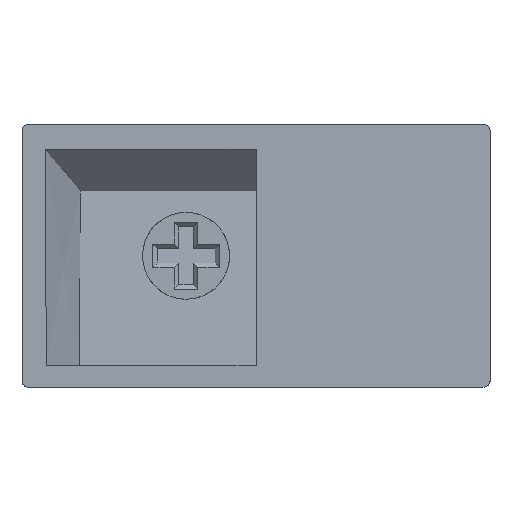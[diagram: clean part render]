
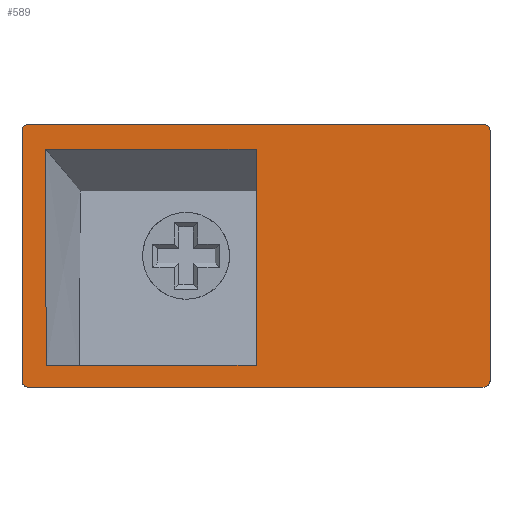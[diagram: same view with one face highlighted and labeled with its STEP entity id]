
A CAD part, front view. The second image highlights one B-rep face of the part: STEP entity #589.
In plain terms, the highlighted planar face has unit normal (0, -1, 0).
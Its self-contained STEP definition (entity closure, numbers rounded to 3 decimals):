
#589=ADVANCED_FACE('',(#590,#629),#719,.T.);
#590=FACE_BOUND('',#591,.T.);
#591=EDGE_LOOP('',(#592,#602,#610,#618));
#592=ORIENTED_EDGE('',*,*,#593,.T.);
#593=EDGE_CURVE('',#594,#596,#598,.T.);
#594=VERTEX_POINT('',#595);
#595=CARTESIAN_POINT('',(1.619,0.,-1.671));
#596=VERTEX_POINT('',#597);
#597=CARTESIAN_POINT('',(16.156,0.0,-1.671));
#598=LINE('',#599,#600);
#599=CARTESIAN_POINT('',(0.,0.0,-1.671));
#600=VECTOR('',#601,1.0);
#601=DIRECTION('',(1.0,0.0,0.0));
#602=ORIENTED_EDGE('',*,*,#603,.T.);
#603=EDGE_CURVE('',#596,#604,#606,.T.);
#604=VERTEX_POINT('',#605);
#605=CARTESIAN_POINT('',(16.156,0.0,-16.6));
#606=LINE('',#607,#608);
#607=CARTESIAN_POINT('',(16.156,0.0,0.0));
#608=VECTOR('',#609,1.0);
#609=DIRECTION('',(0.,0.0,-1.0));
#610=ORIENTED_EDGE('',*,*,#611,.T.);
#611=EDGE_CURVE('',#604,#612,#614,.T.);
#612=VERTEX_POINT('',#613);
#613=CARTESIAN_POINT('',(1.67,0.,-16.6));
#614=LINE('',#615,#616);
#615=CARTESIAN_POINT('',(0.0,0.0,-16.6));
#616=VECTOR('',#617,1.0);
#617=DIRECTION('',(-1.0,0.0,0.0));
#618=ORIENTED_EDGE('',*,*,#619,.T.);
#619=EDGE_CURVE('',#612,#594,#620,.T.);
#620=B_SPLINE_CURVE_WITH_KNOTS('',3,(#621,#622,#623,#624,#625,#626,#627,#628),.UNSPECIFIED.,.F.,.U.,(4,2,2,4),(0.0,4.491,8.982,14.929),.UNSPECIFIED.);
#621=CARTESIAN_POINT('',(1.67,0.,-16.6));
#622=CARTESIAN_POINT('',(1.663,0.,-15.103));
#623=CARTESIAN_POINT('',(1.657,0.0,-13.606));
#624=CARTESIAN_POINT('',(1.646,0.0,-10.612));
#625=CARTESIAN_POINT('',(1.641,0.,-9.115));
#626=CARTESIAN_POINT('',(1.63,0.,-5.636));
#627=CARTESIAN_POINT('',(1.624,0.,-3.653));
#628=CARTESIAN_POINT('',(1.619,0.,-1.671));
#629=FACE_BOUND('',#630,.T.);
#630=EDGE_LOOP('',(#631,#641,#655,#663,#677,#685,#699,#707));
#631=ORIENTED_EDGE('',*,*,#632,.T.);
#632=EDGE_CURVE('',#633,#635,#637,.F.);
#633=VERTEX_POINT('',#634);
#634=CARTESIAN_POINT('',(0.451,0.0,-18.1));
#635=VERTEX_POINT('',#636);
#636=CARTESIAN_POINT('',(31.814,0.0,-18.1));
#637=LINE('',#638,#639);
#638=CARTESIAN_POINT('',(0.,0.0,-18.1));
#639=VECTOR('',#640,1.0);
#640=DIRECTION('',(-1.0,0.0,0.0));
#641=ORIENTED_EDGE('',*,*,#642,.T.);
#642=EDGE_CURVE('',#635,#643,#645,.T.);
#643=VERTEX_POINT('',#644);
#644=CARTESIAN_POINT('',(32.3,0.0,-17.7));
#645=B_SPLINE_CURVE_WITH_KNOTS('',2,(#646,#647,#648,#649,#650,#651,#652,#653,#654),.UNSPECIFIED.,.F.,.U.,(3,2,2,2,3),(0.0,0.25,0.5,0.75,1.0),.PIECEWISE_BEZIER_KNOTS.);
#646=CARTESIAN_POINT('',(31.814,0.0,-18.1));
#647=CARTESIAN_POINT('',(31.903,0.0,-18.1));
#648=CARTESIAN_POINT('',(31.986,0.0,-18.076));
#649=CARTESIAN_POINT('',(32.072,0.0,-18.051));
#650=CARTESIAN_POINT('',(32.142,0.0,-17.999));
#651=CARTESIAN_POINT('',(32.214,0.0,-17.946));
#652=CARTESIAN_POINT('',(32.257,0.0,-17.868));
#653=CARTESIAN_POINT('',(32.3,0.0,-17.789));
#654=CARTESIAN_POINT('',(32.3,0.0,-17.7));
#655=ORIENTED_EDGE('',*,*,#656,.T.);
#656=EDGE_CURVE('',#643,#657,#659,.T.);
#657=VERTEX_POINT('',#658);
#658=CARTESIAN_POINT('',(32.3,0.0,-0.374));
#659=LINE('',#660,#661);
#660=CARTESIAN_POINT('',(32.3,0.0,0.0));
#661=VECTOR('',#662,1.0);
#662=DIRECTION('',(0.0,0.0,1.0));
#663=ORIENTED_EDGE('',*,*,#664,.T.);
#664=EDGE_CURVE('',#657,#665,#667,.T.);
#665=VERTEX_POINT('',#666);
#666=CARTESIAN_POINT('',(31.938,0.0,0.0));
#667=B_SPLINE_CURVE_WITH_KNOTS('',2,(#668,#669,#670,#671,#672,#673,#674,#675,#676),.UNSPECIFIED.,.F.,.U.,(3,2,2,2,3),(0.0,0.25,0.5,0.75,1.0),.PIECEWISE_BEZIER_KNOTS.);
#668=CARTESIAN_POINT('',(32.3,0.0,-0.374));
#669=CARTESIAN_POINT('',(32.3,0.0,-0.299));
#670=CARTESIAN_POINT('',(32.276,0.0,-0.231));
#671=CARTESIAN_POINT('',(32.251,0.0,-0.162));
#672=CARTESIAN_POINT('',(32.2,0.0,-0.108));
#673=CARTESIAN_POINT('',(32.151,0.0,-0.056));
#674=CARTESIAN_POINT('',(32.081,0.0,-0.027));
#675=CARTESIAN_POINT('',(32.015,0.0,0.));
#676=CARTESIAN_POINT('',(31.938,0.0,0.));
#677=ORIENTED_EDGE('',*,*,#678,.T.);
#678=EDGE_CURVE('',#665,#679,#681,.F.);
#679=VERTEX_POINT('',#680);
#680=CARTESIAN_POINT('',(0.361,0.0,0.0));
#681=LINE('',#682,#683);
#682=CARTESIAN_POINT('',(0.0,0.0,0.0));
#683=VECTOR('',#684,1.0);
#684=DIRECTION('',(1.0,0.0,0.0));
#685=ORIENTED_EDGE('',*,*,#686,.T.);
#686=EDGE_CURVE('',#679,#687,#689,.T.);
#687=VERTEX_POINT('',#688);
#688=CARTESIAN_POINT('',(0.,0.0,-0.374));
#689=B_SPLINE_CURVE_WITH_KNOTS('',2,(#690,#691,#692,#693,#694,#695,#696,#697,#698),.UNSPECIFIED.,.F.,.U.,(3,2,2,2,3),(0.0,0.25,0.5,0.75,1.0),.PIECEWISE_BEZIER_KNOTS.);
#690=CARTESIAN_POINT('',(0.361,0.0,0.));
#691=CARTESIAN_POINT('',(0.287,0.0,0.));
#692=CARTESIAN_POINT('',(0.219,0.0,-0.027));
#693=CARTESIAN_POINT('',(0.152,0.0,-0.054));
#694=CARTESIAN_POINT('',(0.1,0.0,-0.108));
#695=CARTESIAN_POINT('',(0.051,0.0,-0.159));
#696=CARTESIAN_POINT('',(0.025,0.0,-0.231));
#697=CARTESIAN_POINT('',(0.,0.0,-0.297));
#698=CARTESIAN_POINT('',(0.,0.0,-0.374));
#699=ORIENTED_EDGE('',*,*,#700,.T.);
#700=EDGE_CURVE('',#687,#701,#703,.F.);
#701=VERTEX_POINT('',#702);
#702=CARTESIAN_POINT('',(0.,0.0,-17.7));
#703=LINE('',#704,#705);
#704=CARTESIAN_POINT('',(0.0,0.0,0.0));
#705=VECTOR('',#706,1.0);
#706=DIRECTION('',(0.,0.0,1.0));
#707=ORIENTED_EDGE('',*,*,#708,.T.);
#708=EDGE_CURVE('',#701,#633,#709,.T.);
#709=B_SPLINE_CURVE_WITH_KNOTS('',2,(#710,#711,#712,#713,#714,#715,#716,#717,#718),.UNSPECIFIED.,.F.,.U.,(3,2,2,2,3),(0.0,0.25,0.5,0.75,1.0),.PIECEWISE_BEZIER_KNOTS.);
#710=CARTESIAN_POINT('',(0.,0.0,-17.7));
#711=CARTESIAN_POINT('',(0.,0.0,-17.783));
#712=CARTESIAN_POINT('',(0.038,0.0,-17.861));
#713=CARTESIAN_POINT('',(0.074,0.0,-17.934));
#714=CARTESIAN_POINT('',(0.141,0.0,-17.992));
#715=CARTESIAN_POINT('',(0.203,0.0,-18.044));
#716=CARTESIAN_POINT('',(0.286,0.0,-18.073));
#717=CARTESIAN_POINT('',(0.364,0.0,-18.1));
#718=CARTESIAN_POINT('',(0.451,0.0,-18.1));
#719=PLANE('',#720);
#720=AXIS2_PLACEMENT_3D('',#721,#722,#723);
#721=CARTESIAN_POINT('',(0.0,0.0,0.0));
#722=DIRECTION('',(0.0,-1.0,0.0));
#723=DIRECTION('',(0.0,0.0,-1.0));
